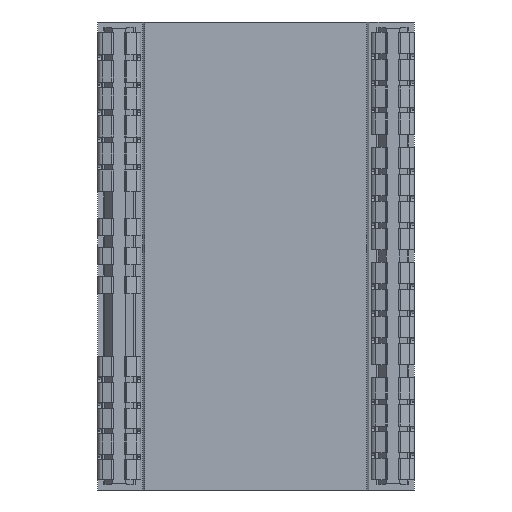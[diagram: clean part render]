
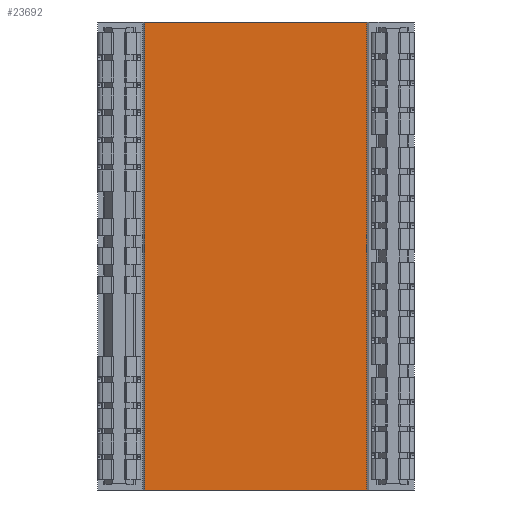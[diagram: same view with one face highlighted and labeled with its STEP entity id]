
A CAD part, front view. The second image highlights one B-rep face of the part: STEP entity #23692.
In plain terms, the highlighted planar face has unit normal (0, -1, 0).
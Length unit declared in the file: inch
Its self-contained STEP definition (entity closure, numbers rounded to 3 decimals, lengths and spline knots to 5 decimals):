
#4033 = VERTEX_POINT ( 'NONE', #10624 ) ;
#4034 = VERTEX_POINT ( 'NONE', #10651 ) ;
#4035 = VERTEX_POINT ( 'NONE', #10057 ) ;
#4036 = VERTEX_POINT ( 'NONE', #10192 ) ;
#10057 = CARTESIAN_POINT ( 'NONE',  ( 0.30775, 0.01265, -0.63976 ) ) ;
#10192 = CARTESIAN_POINT ( 'NONE',  ( 0.30775, 0.01265, 0.63976 ) ) ;
#10624 = CARTESIAN_POINT ( 'NONE',  ( -0.29936, 0.01265, -0.63976 ) ) ;
#10651 = CARTESIAN_POINT ( 'NONE',  ( -0.29936, 0.01265, 0.63976 ) ) ;
#13833 = AXIS2_PLACEMENT_3D ( 'NONE', #30113, #30114, #30115 ) ;
#19726 = EDGE_CURVE ( 'NONE', #4034, #4033, #56278, .T. ) ;
#19729 = EDGE_CURVE ( 'NONE', #4036, #4035, #56281, .T. ) ;
#19730 = EDGE_CURVE ( 'NONE', #4033, #4035, #56282, .T. ) ;
#19731 = EDGE_CURVE ( 'NONE', #4034, #4036, #56283, .T. ) ;
#22035 = FACE_OUTER_BOUND ( 'NONE', #79044, .T. ) ;
#23692 = ADVANCED_FACE ( 'NONE', ( #22035 ), #30112, .F. ) ;
#30112 = PLANE ( 'NONE',  #13833 ) ;
#30113 = CARTESIAN_POINT ( 'NONE',  ( -0.29936, 0.01265, 0.63976 ) ) ;
#30114 = DIRECTION ( 'NONE',  ( 0., 1., 0. ) ) ;
#30115 = DIRECTION ( 'NONE',  ( -1., 0., 0. ) ) ;
#49856 = CARTESIAN_POINT ( 'NONE',  ( -0.29936, 0.01265, 0.63976 ) ) ;
#49857 = DIRECTION ( 'NONE',  ( 0., 0., -1. ) ) ;
#49865 = CARTESIAN_POINT ( 'NONE',  ( 0.30775, 0.01265, 0.63976 ) ) ;
#49867 = DIRECTION ( 'NONE',  ( 0., 0., -1. ) ) ;
#49869 = CARTESIAN_POINT ( 'NONE',  ( -0.29936, 0.01265, -0.63976 ) ) ;
#49870 = DIRECTION ( 'NONE',  ( 1., 0., 0. ) ) ;
#49873 = CARTESIAN_POINT ( 'NONE',  ( -0.29936, 0.01265, 0.63976 ) ) ;
#49875 = DIRECTION ( 'NONE',  ( 1., 0., 0. ) ) ;
#50990 = VECTOR ( 'NONE', #49875, 39.37008 ) ;
#51021 = VECTOR ( 'NONE', #49870, 39.37008 ) ;
#51022 = VECTOR ( 'NONE', #49867, 39.37008 ) ;
#51048 = VECTOR ( 'NONE', #49857, 39.37008 ) ;
#56278 = LINE ( 'NONE', #49856, #51048 ) ;
#56281 = LINE ( 'NONE', #49865, #51022 ) ;
#56282 = LINE ( 'NONE', #49869, #51021 ) ;
#56283 = LINE ( 'NONE', #49873, #50990 ) ;
#78478 = ORIENTED_EDGE ( 'NONE', *, *, #19729, .F. ) ;
#78765 = ORIENTED_EDGE ( 'NONE', *, *, #19731, .F. ) ;
#78903 = ORIENTED_EDGE ( 'NONE', *, *, #19726, .T. ) ;
#78973 = ORIENTED_EDGE ( 'NONE', *, *, #19730, .T. ) ;
#79044 = EDGE_LOOP ( 'NONE', ( #78973, #78478, #78765, #78903 ) ) ;
